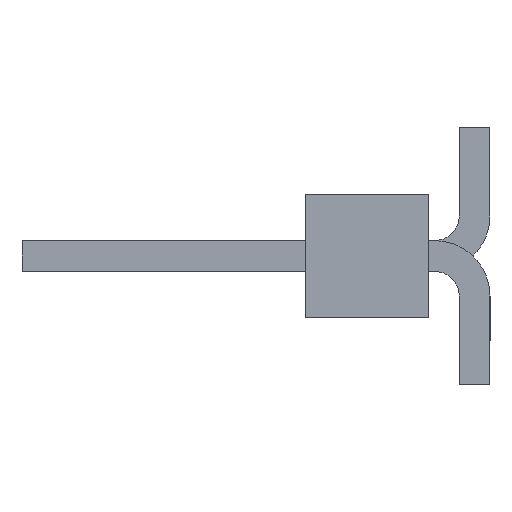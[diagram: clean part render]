
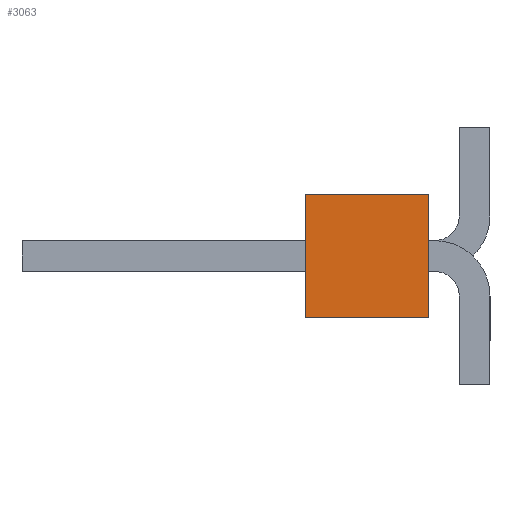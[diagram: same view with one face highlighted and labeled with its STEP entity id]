
A CAD part, left-side view. The second image highlights one B-rep face of the part: STEP entity #3063.
In plain terms, the highlighted planar face has unit normal (-1, 0, 0).
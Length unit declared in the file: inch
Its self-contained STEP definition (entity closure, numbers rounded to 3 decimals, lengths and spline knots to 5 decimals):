
#707=ORIENTED_EDGE('',*,*,#1293,.T.);
#708=ORIENTED_EDGE('',*,*,#1318,.F.);
#709=ORIENTED_EDGE('',*,*,#1186,.F.);
#710=ORIENTED_EDGE('',*,*,#1296,.T.);
#1186=EDGE_CURVE('',#1542,#1543,#1882,.T.);
#1293=EDGE_CURVE('',#1650,#1649,#1989,.T.);
#1296=EDGE_CURVE('',#1542,#1650,#1992,.T.);
#1318=EDGE_CURVE('',#1543,#1649,#2014,.T.);
#1542=VERTEX_POINT('',#4624);
#1543=VERTEX_POINT('',#4626);
#1649=VERTEX_POINT('',#4839);
#1650=VERTEX_POINT('',#4841);
#1882=LINE('',#4625,#2290);
#1989=LINE('',#4840,#2397);
#1992=LINE('',#4845,#2400);
#2014=LINE('',#4878,#2422);
#2290=VECTOR('',#3784,39.37008);
#2397=VECTOR('',#3893,39.37008);
#2400=VECTOR('',#3898,39.37008);
#2422=VECTOR('',#3942,39.37008);
#2587=EDGE_LOOP('',(#707,#708,#709,#710));
#2763=FACE_BOUND('',#2587,.T.);
#2907=PLANE('',#3270);
#3063=ADVANCED_FACE('',(#2763),#2907,.F.);
#3270=AXIS2_PLACEMENT_3D('',#4879,#3943,#3944);
#3784=DIRECTION('',(0.,0.,1.));
#3893=DIRECTION('',(0.,0.,1.));
#3898=DIRECTION('',(0.,-1.,0.));
#3942=DIRECTION('',(0.,-1.,0.));
#3943=DIRECTION('',(1.,0.,0.));
#3944=DIRECTION('',(0.,0.,-1.));
#4624=CARTESIAN_POINT('',(-0.3,0.05,-0.05));
#4625=CARTESIAN_POINT('',(-0.3,0.05,-0.05));
#4626=CARTESIAN_POINT('',(-0.3,0.05,0.05));
#4839=CARTESIAN_POINT('',(-0.3,-0.05,0.05));
#4840=CARTESIAN_POINT('',(-0.3,-0.05,-0.05));
#4841=CARTESIAN_POINT('',(-0.3,-0.05,-0.05));
#4845=CARTESIAN_POINT('',(-0.3,0.05,-0.05));
#4878=CARTESIAN_POINT('',(-0.3,0.05,0.05));
#4879=CARTESIAN_POINT('',(-0.3,0.05,-0.05));
